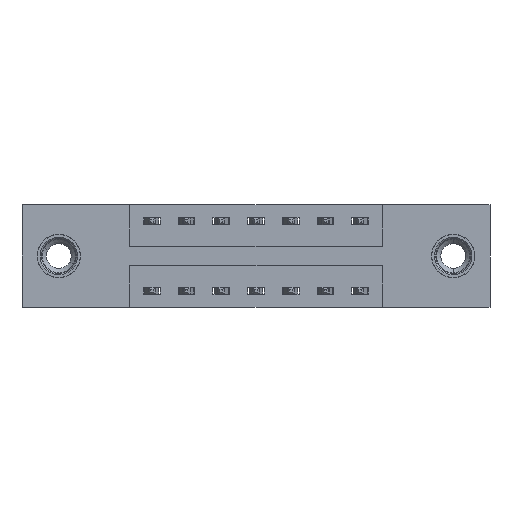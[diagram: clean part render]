
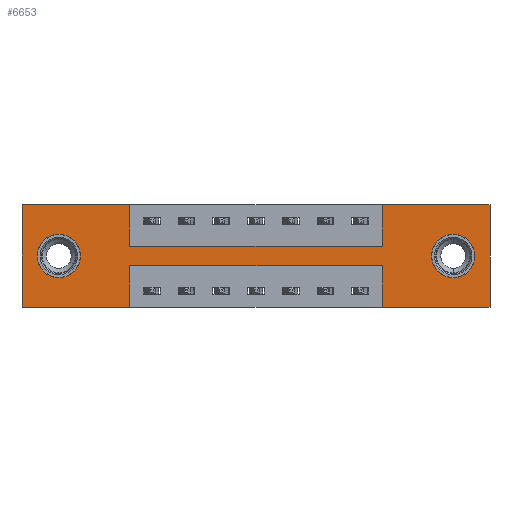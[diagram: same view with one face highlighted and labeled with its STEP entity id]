
A CAD part, front view. The second image highlights one B-rep face of the part: STEP entity #6653.
In plain terms, the highlighted planar face has unit normal (0, -1, 0).
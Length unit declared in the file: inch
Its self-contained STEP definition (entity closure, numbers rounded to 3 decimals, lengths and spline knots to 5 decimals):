
#34 = CARTESIAN_POINT ( 'NONE',  ( 1.685, 0., 0. ) ) ;
#55 = CARTESIAN_POINT ( 'NONE',  ( 1.685, 0., 0. ) ) ;
#73 = DIRECTION ( 'NONE',  ( 1., 0., 0. ) ) ;
#373 = FACE_OUTER_BOUND ( 'NONE', #4796, .T. ) ;
#479 = DIRECTION ( 'NONE',  ( -1., 0., 0. ) ) ;
#504 = DIRECTION ( 'NONE',  ( 1., 0., 0. ) ) ;
#523 = CIRCLE ( 'NONE', #8800, 0.078 ) ;
#528 = CARTESIAN_POINT ( 'NONE',  ( 0.3875, 0., -0.37 ) ) ;
#559 = CIRCLE ( 'NONE', #5417, 0.078 ) ;
#671 = CARTESIAN_POINT ( 'NONE',  ( 1.2975, 0., 0. ) ) ;
#716 = CARTESIAN_POINT ( 'NONE',  ( 0.3875, 0., -0.15 ) ) ;
#803 = VECTOR ( 'NONE', #73, 39.37008 ) ;
#1068 = DIRECTION ( 'NONE',  ( 0., 0., -1. ) ) ;
#1177 = LINE ( 'NONE', #7935, #7395 ) ;
#1232 = VERTEX_POINT ( 'NONE', #5230 ) ;
#1397 = EDGE_CURVE ( 'NONE', #8839, #7581, #8611, .T. ) ;
#1418 = DIRECTION ( 'NONE',  ( 0., 1., 0. ) ) ;
#1517 = DIRECTION ( 'NONE',  ( 0., 1., 0. ) ) ;
#1620 = ORIENTED_EDGE ( 'NONE', *, *, #5150, .F. ) ;
#1632 = VECTOR ( 'NONE', #10108, 39.37008 ) ;
#1644 = DIRECTION ( 'NONE',  ( 0., 0., -1. ) ) ;
#1706 = ORIENTED_EDGE ( 'NONE', *, *, #7373, .F. ) ;
#1750 = CARTESIAN_POINT ( 'NONE',  ( 1.5525, 0., -0.263 ) ) ;
#1781 = CARTESIAN_POINT ( 'NONE',  ( 0.3875, 0., 0. ) ) ;
#1799 = EDGE_CURVE ( 'NONE', #1232, #9244, #5709, .T. ) ;
#2007 = CARTESIAN_POINT ( 'NONE',  ( 0.1325, 0., -0.263 ) ) ;
#2088 = ORIENTED_EDGE ( 'NONE', *, *, #2750, .F. ) ;
#2141 = EDGE_CURVE ( 'NONE', #7401, #3405, #4307, .T. ) ;
#2276 = AXIS2_PLACEMENT_3D ( 'NONE', #9796, #9832, #3272 ) ;
#2398 = ORIENTED_EDGE ( 'NONE', *, *, #1799, .F. ) ;
#2528 = FACE_BOUND ( 'NONE', #4912, .T. ) ;
#2702 = ORIENTED_EDGE ( 'NONE', *, *, #8674, .T. ) ;
#2750 = EDGE_CURVE ( 'NONE', #5675, #8776, #9467, .T. ) ;
#2862 = CARTESIAN_POINT ( 'NONE',  ( 0.3875, 0., -0.22 ) ) ;
#2988 = CARTESIAN_POINT ( 'NONE',  ( 1.2975, 0., -0.15 ) ) ;
#3099 = EDGE_CURVE ( 'NONE', #8955, #3404, #3883, .T. ) ;
#3272 = DIRECTION ( 'NONE',  ( 0., 0., -1. ) ) ;
#3382 = ORIENTED_EDGE ( 'NONE', *, *, #3530, .F. ) ;
#3404 = VERTEX_POINT ( 'NONE', #1750 ) ;
#3405 = VERTEX_POINT ( 'NONE', #7396 ) ;
#3522 = VECTOR ( 'NONE', #8797, 39.37008 ) ;
#3530 = EDGE_CURVE ( 'NONE', #3405, #9696, #6079, .T. ) ;
#3549 = FACE_BOUND ( 'NONE', #4747, .T. ) ;
#3635 = CARTESIAN_POINT ( 'NONE',  ( 0.3875, 0., -0.22 ) ) ;
#3698 = CARTESIAN_POINT ( 'NONE',  ( 1.5525, 0., -0.185 ) ) ;
#3801 = CARTESIAN_POINT ( 'NONE',  ( 1.2975, 0., -0.37 ) ) ;
#3828 = DIRECTION ( 'NONE',  ( 0., 0., -1. ) ) ;
#3867 = DIRECTION ( 'NONE',  ( 0., 0., 1. ) ) ;
#3869 = EDGE_CURVE ( 'NONE', #8776, #1232, #8824, .T. ) ;
#3883 = CIRCLE ( 'NONE', #6887, 0.078 ) ;
#3943 = ORIENTED_EDGE ( 'NONE', *, *, #9377, .T. ) ;
#3969 = CARTESIAN_POINT ( 'NONE',  ( 0.1325, 0., -0.185 ) ) ;
#4261 = AXIS2_PLACEMENT_3D ( 'NONE', #9998, #5201, #1068 ) ;
#4307 = LINE ( 'NONE', #671, #3522 ) ;
#4341 = CARTESIAN_POINT ( 'NONE',  ( 0., 0., -0.37 ) ) ;
#4515 = CARTESIAN_POINT ( 'NONE',  ( 0.1325, 0., -0.185 ) ) ;
#4519 = VECTOR ( 'NONE', #1644, 39.37008 ) ;
#4602 = EDGE_CURVE ( 'NONE', #9244, #7401, #1177, .T. ) ;
#4681 = ORIENTED_EDGE ( 'NONE', *, *, #4602, .F. ) ;
#4693 = DIRECTION ( 'NONE',  ( 0., 0., -1. ) ) ;
#4747 = EDGE_LOOP ( 'NONE', ( #4946, #3943 ) ) ;
#4796 = EDGE_LOOP ( 'NONE', ( #7667, #5546, #4896, #1706, #1620, #3382, #7965, #4681, #2398, #7823, #2088, #9002 ) ) ;
#4829 = DIRECTION ( 'NONE',  ( 0., 0., 1. ) ) ;
#4896 = ORIENTED_EDGE ( 'NONE', *, *, #1397, .F. ) ;
#4912 = EDGE_LOOP ( 'NONE', ( #9448, #2702 ) ) ;
#4946 = ORIENTED_EDGE ( 'NONE', *, *, #3099, .T. ) ;
#5150 = EDGE_CURVE ( 'NONE', #9696, #10340, #6672, .T. ) ;
#5201 = DIRECTION ( 'NONE',  ( 0., -1., 0. ) ) ;
#5230 = CARTESIAN_POINT ( 'NONE',  ( 0.3875, 0., 0. ) ) ;
#5318 = VECTOR ( 'NONE', #5607, 39.37008 ) ;
#5417 = AXIS2_PLACEMENT_3D ( 'NONE', #4515, #8718, #3867 ) ;
#5546 = ORIENTED_EDGE ( 'NONE', *, *, #10483, .F. ) ;
#5607 = DIRECTION ( 'NONE',  ( 0., 0., 1. ) ) ;
#5675 = VERTEX_POINT ( 'NONE', #9045 ) ;
#5678 = CARTESIAN_POINT ( 'NONE',  ( 0., 0., 0. ) ) ;
#5709 = LINE ( 'NONE', #1781, #7725 ) ;
#5776 = CARTESIAN_POINT ( 'NONE',  ( 1.2975, 0., -0.37 ) ) ;
#5900 = EDGE_CURVE ( 'NONE', #8352, #7090, #559, .T. ) ;
#6079 = LINE ( 'NONE', #7939, #9005 ) ;
#6257 = VERTEX_POINT ( 'NONE', #9284 ) ;
#6301 = CIRCLE ( 'NONE', #2276, 0.078 ) ;
#6613 = CARTESIAN_POINT ( 'NONE',  ( 0., 0., 0. ) ) ;
#6623 = CARTESIAN_POINT ( 'NONE',  ( 0.1325, 0., -0.107 ) ) ;
#6653 = ADVANCED_FACE ( 'NONE', ( #3549, #2528, #373 ), #9173, .T. ) ;
#6672 = LINE ( 'NONE', #34, #4519 ) ;
#6677 = CARTESIAN_POINT ( 'NONE',  ( 0., 0., 0. ) ) ;
#6789 = CARTESIAN_POINT ( 'NONE',  ( 1.685, 0., -0.37 ) ) ;
#6887 = AXIS2_PLACEMENT_3D ( 'NONE', #3698, #1418, #4693 ) ;
#7090 = VERTEX_POINT ( 'NONE', #2007 ) ;
#7308 = VECTOR ( 'NONE', #7435, 39.37008 ) ;
#7373 = EDGE_CURVE ( 'NONE', #10340, #8839, #8891, .T. ) ;
#7395 = VECTOR ( 'NONE', #504, 39.37008 ) ;
#7396 = CARTESIAN_POINT ( 'NONE',  ( 1.2975, 0., 0. ) ) ;
#7401 = VERTEX_POINT ( 'NONE', #2988 ) ;
#7435 = DIRECTION ( 'NONE',  ( -1., 0., 0. ) ) ;
#7558 = LINE ( 'NONE', #528, #9976 ) ;
#7581 = VERTEX_POINT ( 'NONE', #8807 ) ;
#7667 = ORIENTED_EDGE ( 'NONE', *, *, #10003, .F. ) ;
#7676 = LINE ( 'NONE', #3635, #8052 ) ;
#7725 = VECTOR ( 'NONE', #9713, 39.37008 ) ;
#7823 = ORIENTED_EDGE ( 'NONE', *, *, #3869, .F. ) ;
#7932 = VERTEX_POINT ( 'NONE', #2862 ) ;
#7935 = CARTESIAN_POINT ( 'NONE',  ( 0.3875, 0., -0.15 ) ) ;
#7939 = CARTESIAN_POINT ( 'NONE',  ( 0., 0., 0. ) ) ;
#7965 = ORIENTED_EDGE ( 'NONE', *, *, #2141, .F. ) ;
#8052 = VECTOR ( 'NONE', #479, 39.37008 ) ;
#8318 = VECTOR ( 'NONE', #8895, 39.37008 ) ;
#8352 = VERTEX_POINT ( 'NONE', #6623 ) ;
#8611 = LINE ( 'NONE', #3801, #5318 ) ;
#8674 = EDGE_CURVE ( 'NONE', #7090, #8352, #523, .T. ) ;
#8718 = DIRECTION ( 'NONE',  ( 0., 1., 0. ) ) ;
#8776 = VERTEX_POINT ( 'NONE', #6613 ) ;
#8797 = DIRECTION ( 'NONE',  ( 0., 0., 1. ) ) ;
#8800 = AXIS2_PLACEMENT_3D ( 'NONE', #3969, #1517, #4829 ) ;
#8807 = CARTESIAN_POINT ( 'NONE',  ( 1.2975, 0., -0.22 ) ) ;
#8824 = LINE ( 'NONE', #6677, #803 ) ;
#8838 = LINE ( 'NONE', #8897, #7308 ) ;
#8839 = VERTEX_POINT ( 'NONE', #5776 ) ;
#8891 = LINE ( 'NONE', #4341, #1632 ) ;
#8895 = DIRECTION ( 'NONE',  ( 0., 0., 1. ) ) ;
#8897 = CARTESIAN_POINT ( 'NONE',  ( 0., 0., -0.37 ) ) ;
#8955 = VERTEX_POINT ( 'NONE', #9259 ) ;
#9002 = ORIENTED_EDGE ( 'NONE', *, *, #9659, .F. ) ;
#9005 = VECTOR ( 'NONE', #9269, 39.37008 ) ;
#9045 = CARTESIAN_POINT ( 'NONE',  ( 0., 0., -0.37 ) ) ;
#9173 = PLANE ( 'NONE',  #4261 ) ;
#9244 = VERTEX_POINT ( 'NONE', #716 ) ;
#9259 = CARTESIAN_POINT ( 'NONE',  ( 1.5525, 0., -0.107 ) ) ;
#9269 = DIRECTION ( 'NONE',  ( 1., 0., 0. ) ) ;
#9284 = CARTESIAN_POINT ( 'NONE',  ( 0.3875, 0., -0.37 ) ) ;
#9377 = EDGE_CURVE ( 'NONE', #3404, #8955, #6301, .T. ) ;
#9448 = ORIENTED_EDGE ( 'NONE', *, *, #5900, .T. ) ;
#9467 = LINE ( 'NONE', #5678, #8318 ) ;
#9659 = EDGE_CURVE ( 'NONE', #6257, #5675, #8838, .T. ) ;
#9696 = VERTEX_POINT ( 'NONE', #55 ) ;
#9713 = DIRECTION ( 'NONE',  ( 0., 0., -1. ) ) ;
#9796 = CARTESIAN_POINT ( 'NONE',  ( 1.5525, 0., -0.185 ) ) ;
#9832 = DIRECTION ( 'NONE',  ( 0., 1., 0. ) ) ;
#9976 = VECTOR ( 'NONE', #3828, 39.37008 ) ;
#9998 = CARTESIAN_POINT ( 'NONE',  ( 0., 0., -0.37 ) ) ;
#10003 = EDGE_CURVE ( 'NONE', #7932, #6257, #7558, .T. ) ;
#10108 = DIRECTION ( 'NONE',  ( -1., 0., 0. ) ) ;
#10340 = VERTEX_POINT ( 'NONE', #6789 ) ;
#10483 = EDGE_CURVE ( 'NONE', #7581, #7932, #7676, .T. ) ;
